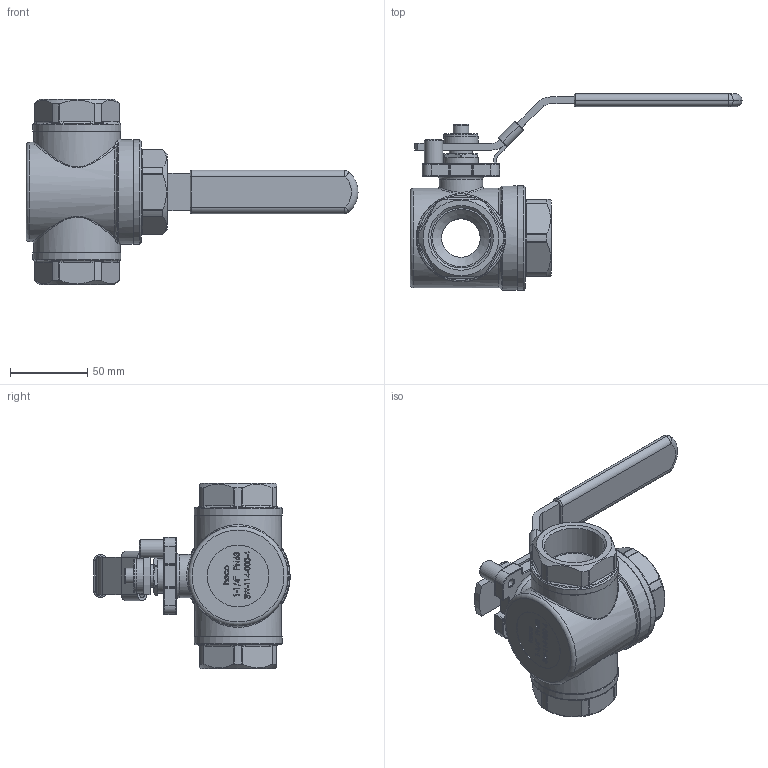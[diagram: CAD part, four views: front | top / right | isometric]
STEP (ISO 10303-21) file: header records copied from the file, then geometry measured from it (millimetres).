
FILE_DESCRIPTION (( 'STEP AP214' ), '1' );
FILE_NAME ('3W-114-000-4 3-Wege Kugelhahn heco step214.STEP', '2012-07-31T08:51:06', ( 'test' ), ( '' ), 'SwSTEP 2.0', 'SolidWorks 2011', '' );
FILE_SCHEMA (( 'AUTOMOTIVE_DESIGN' ));
Length unit declared in the file: millimetre
Products named in the file (1): 3W-114-000-4 3-Wege Kugelhahn heco step214
Bounding box: 215 x 127.15 x 120 mm (x, y, z)
Volume: 363248.1 mm3; surface area: 71565.5 mm2
Topology: 1 solids, 1 shells, 824 faces, 2035 edges, 1251 vertices
Faces by surface type: plane 317, bspline 201, cylinder 181, torus 71, cone 30, sphere 24
Full cylindrical faces by diameter (mm): 5 x4, 10 x1, 12 x1, 15 x1, 22 x1, 22.2 x1, 22.22 x1, 25 x2, 28 x1, 38.95 x3, 40 x1, 56 x2, 57 x2, 64.5 x1, 67.5 x2
Entity records: 43017 total; most frequent: CARTESIAN_POINT 16087, ORIENTED_EDGE 3890, DIRECTION 3228, EDGE_CURVE 1945, VERTEX_POINT 1236, AXIS2_PLACEMENT_3D 1135, VECTOR 958, LINE 958
